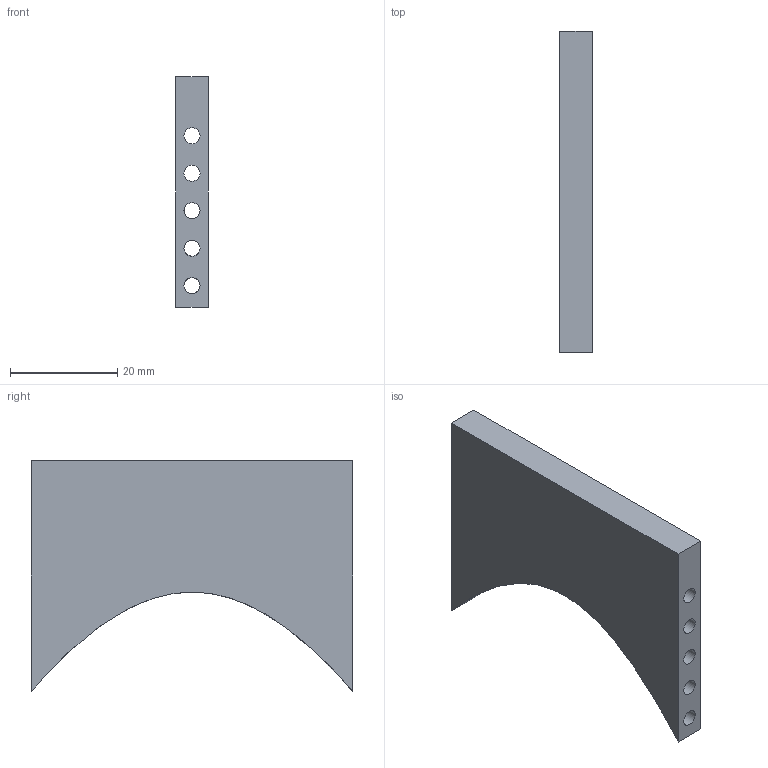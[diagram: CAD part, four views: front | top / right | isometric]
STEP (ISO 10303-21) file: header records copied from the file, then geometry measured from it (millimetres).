
FILE_DESCRIPTION(/* description */ (''),/* implementation_level */ '2;1');
FILE_NAME(/* name */ 'Spindle Side Piece 1.step',/* time_stamp */ '2024-08-26T00:02:50+01:00',/* author */ (''),/* organization */ (''),/* preprocessor_version */ 'ST-DEVELOPER v20',/* originating_system */ 'Autodesk Translation Framework v13.14.0.145',/* authorisation */ '');
FILE_SCHEMA (('AUTOMOTIVE_DESIGN { 1 0 10303 214 3 1 1 }'));
Length unit declared in the file: millimetre
Products named in the file (1): FusionComponent
Bounding box: 6 x 60 x 43 mm (x, y, z)
Volume: 9676.7 mm3; surface area: 6743.1 mm2
Topology: 1 solids, 1 shells, 13 faces, 41 edges, 29 vertices
Faces by surface type: cylinder 7, plane 5, bspline 1
Full cylindrical faces by diameter (mm): 3 x7
Entity records: 890 total; most frequent: CARTESIAN_POINT 476, ORIENTED_EDGE 82, DIRECTION 64, EDGE_CURVE 41, VERTEX_POINT 29, EDGE_LOOP 28, AXIS2_PLACEMENT_3D 23, LINE 18
